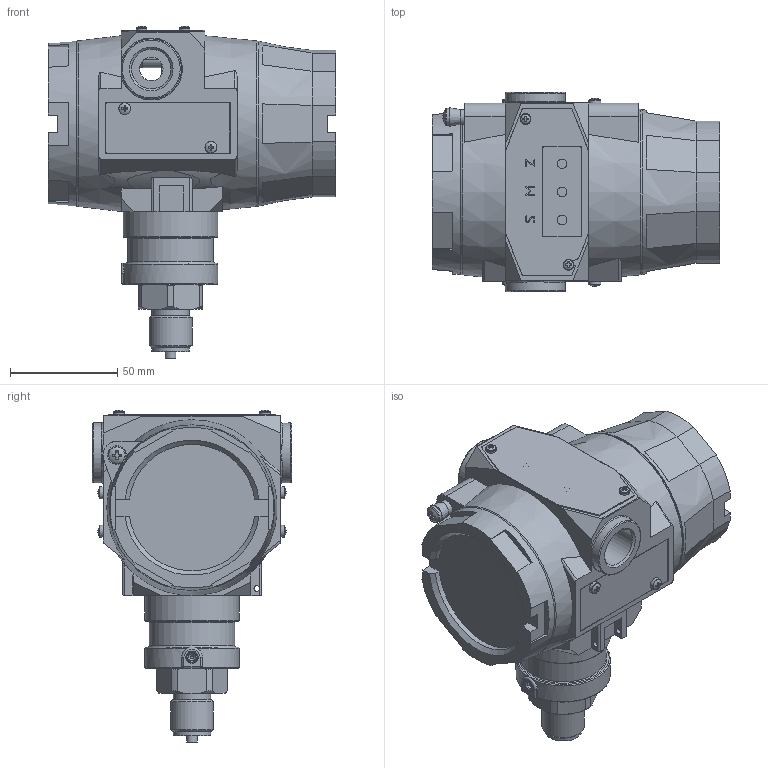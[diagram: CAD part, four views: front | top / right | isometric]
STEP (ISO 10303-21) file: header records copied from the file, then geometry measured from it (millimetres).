
FILE_DESCRIPTION(('STEP AP203'), '1');
FILE_NAME('ﾊﾓﾂﾔ.406233.24ﾑ-D-41G5-Y-X-EXD(ﾏﾄ200-CD-1G5-X-Y-EXD)', '', ('UNSPECIFIED'), ('UNSPECIFIED'), 'C3D Converter', 'C3D Toolkit', '');
FILE_SCHEMA(('CONFIG_CONTROL_DESIGN'));
Length unit declared in the file: millimetre
Products named in the file (46): ПД200-01; HT3051-V6.3; Плата; M; -01; Компаунд пента-312
Assembly tree (70 placements, depth 3):
  ПД200-01
    (unnamed)
    (unnamed)
    HT3051-V6.3
    Плата
    (unnamed)  x2
    (unnamed)  x2
    (unnamed)  x2
    (unnamed)
    (unnamed)  x2
    (unnamed)  x4
    (unnamed)
      (unnamed)
      (unnamed)  x4
      (unnamed)  x4
    (unnamed)  x3
    (unnamed)  x2
      M
      (unnamed)
    -01
      M
      (unnamed)
    (unnamed)
    (unnamed)
    (unnamed)  x2
    (unnamed)  x2
    (unnamed)
    (unnamed)  x2
    (unnamed)
    (unnamed)
    (unnamed)  x2
    (unnamed)  x2
    (unnamed)
    (unnamed)
    (unnamed)
    (unnamed)
    (unnamed)
      (unnamed)
      (unnamed)
      (unnamed)  x2
    (unnamed)
    (unnamed)
    (unnamed)
    (unnamed)  x2
    (unnamed)
    (unnamed)
    (unnamed)
    Компаунд пента-312
Bounding box: 134 x 93 x 154.85 mm (x, y, z)
Volume: 516444 mm3; surface area: 224812.6 mm2
Topology: 67 solids, 67 shells, 2559 faces, 6350 edges, 4027 vertices
Faces by surface type: plane 1310, cylinder 791, torus 229, cone 104, bspline 82, sphere 42, revolution 1
Full cylindrical faces by diameter (mm): 2 x8, 2.013 x6, 2.4 x8, 2.459 x8, 2.5 x2, 2.6 x2, 2.85 x3, 2.9 x1, 3 x19, 3.121 x1, 3.2 x5, 3.242 x1, 3.3 x3, 3.459 x4, 3.5 x1, 3.6 x2, 3.8 x3, 3.9 x3, 4 x18, 4.4 x3, 4.5 x5, 4.917 x1, 5 x10, 5.188 x4, 5.5 x2, 5.6 x10, 6 x4, 7 x7, 7.3 x3, 7.7 x1
Entity records: 76469 total; most frequent: CARTESIAN_POINT 27388, DIRECTION 9590, ORIENTED_EDGE 8894, EDGE_CURVE 4447, AXIS2_PLACEMENT_3D 3573, VERTEX_POINT 2969, EDGE_LOOP 2456, LINE 2443
